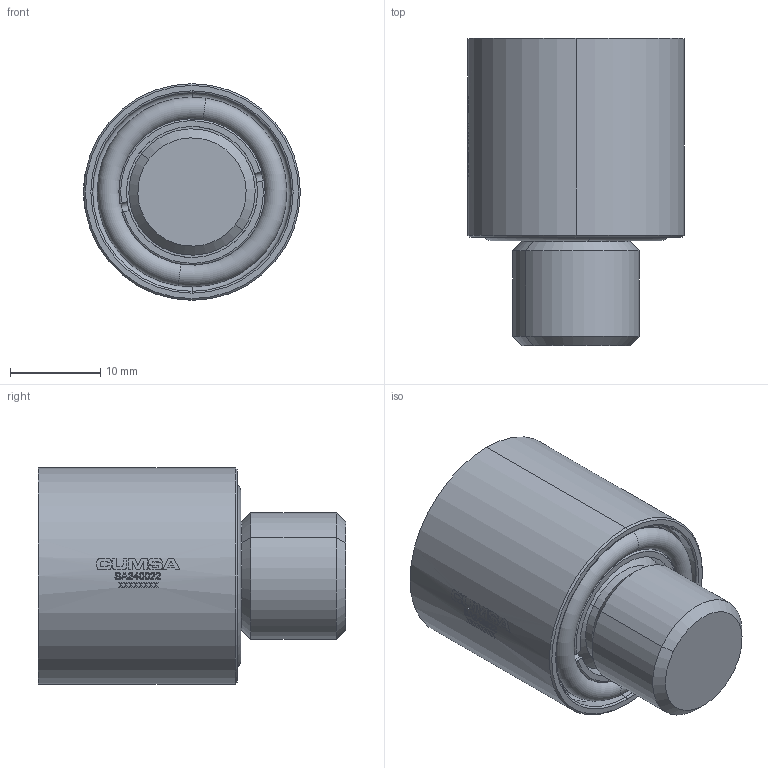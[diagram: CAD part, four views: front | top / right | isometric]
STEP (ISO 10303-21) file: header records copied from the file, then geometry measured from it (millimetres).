
FILE_DESCRIPTION (( 'STEP AP214' ), '1' );
FILE_NAME ('sa240022.stp', '2022-07-25T06:45:01', ( '' ), ( '' ), 'SwSTEP 2.0', 'SolidWorks 2021', '' );
FILE_SCHEMA (( 'AUTOMOTIVE_DESIGN' ));
Length unit declared in the file: millimetre
Products named in the file (5): JT16x2.5; SA240022-A; SA240022-C_acabado; sa240022; SA240022-B_acabado
Assembly tree (4 placements, depth 2):
  sa240022
    SA240022-C_acabado
    SA240022-B_acabado
    SA240022-A
    JT16x2.5
Bounding box: 24 x 34 x 24 mm (x, y, z)
Volume: 10182.7 mm3; surface area: 6235.2 mm2
Topology: 4 solids, 4 shells, 456 faces, 1199 edges, 781 vertices
Faces by surface type: bspline 232, plane 115, cylinder 60, cone 31, torus 18
Entity records: 26654 total; most frequent: CARTESIAN_POINT 13576, ORIENTED_EDGE 2394, EDGE_CURVE 1197, DIRECTION 1038, VERTEX_POINT 781, B_SPLINE_CURVE_WITH_KNOTS 776, EDGE_LOOP 494, FACE_OUTER_BOUND 456
